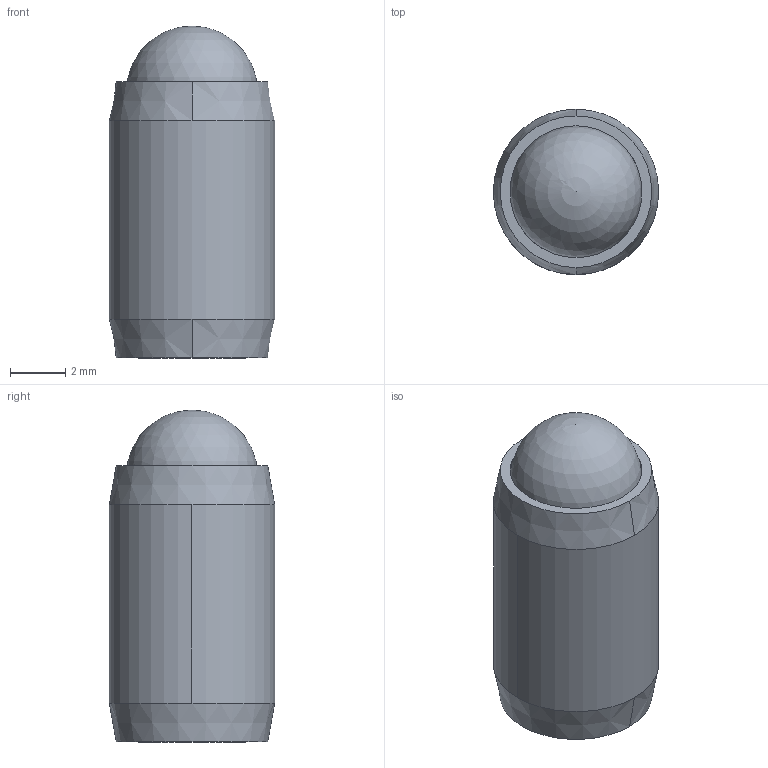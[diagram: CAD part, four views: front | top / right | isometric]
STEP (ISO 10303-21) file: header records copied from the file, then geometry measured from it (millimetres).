
FILE_DESCRIPTION (( 'STEP AP203' ), '1' );
FILE_NAME ('TTN102526-E0W.STEP', '2016-07-22T18:34:18', ( 'admin' ), ( '' ), 'SwSTEP 2.0', 'SolidWorks 2016', '' );
FILE_SCHEMA (( 'CONFIG_CONTROL_DESIGN' ));
Length unit declared in the file: millimetre
Products named in the file (1): TTN102526-E0W
Bounding box: 5.98 x 5.98 x 12.02 mm (x, y, z)
Volume: 282.5 mm3; surface area: 353.2 mm2
Topology: 2 solids, 2 shells, 27 faces, 58 edges, 33 vertices
Faces by surface type: cone 12, plane 9, cylinder 4, sphere 2
Entity records: 783 total; most frequent: CARTESIAN_POINT 149, DIRECTION 126, ORIENTED_EDGE 104, EDGE_CURVE 52, AXIS2_PLACEMENT_3D 52, VERTEX_POINT 31, EDGE_LOOP 29, FACE_OUTER_BOUND 27
